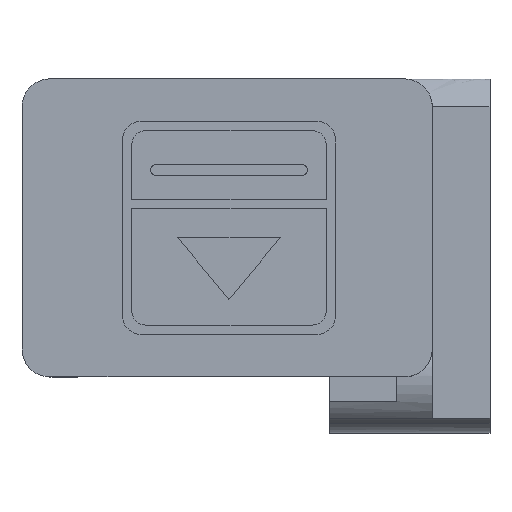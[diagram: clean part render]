
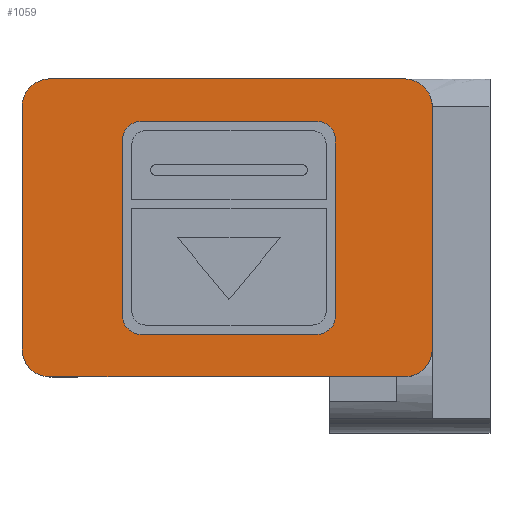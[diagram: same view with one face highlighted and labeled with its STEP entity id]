
A CAD part, top view. The second image highlights one B-rep face of the part: STEP entity #1059.
In plain terms, the highlighted planar face has unit normal (0, 0, 1).
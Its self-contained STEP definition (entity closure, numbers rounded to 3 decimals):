
#15=FACE_BOUND('',#108,.T.);
#48=FACE_OUTER_BOUND('',#107,.T.);
#107=EDGE_LOOP('',(#752,#753,#754,#755,#756,#757,#758,#759));
#108=EDGE_LOOP('',(#760,#761,#762,#763,#764,#765,#766,#767));
#165=CIRCLE('',#1128,1.5);
#169=CIRCLE('',#1137,1.5);
#170=CIRCLE('',#1139,1.5);
#171=CIRCLE('',#1140,1.5);
#172=CIRCLE('',#1141,1.);
#173=CIRCLE('',#1142,1.);
#174=CIRCLE('',#1143,1.);
#175=CIRCLE('',#1144,1.);
#220=LINE('',#1685,#335);
#225=LINE('',#1700,#340);
#226=LINE('',#1704,#341);
#227=LINE('',#1707,#342);
#228=LINE('',#1710,#343);
#229=LINE('',#1714,#344);
#230=LINE('',#1718,#345);
#231=LINE('',#1722,#346);
#335=VECTOR('',#1262,10.);
#340=VECTOR('',#1277,10.);
#341=VECTOR('',#1280,10.);
#342=VECTOR('',#1283,10.);
#343=VECTOR('',#1284,10.);
#344=VECTOR('',#1287,10.);
#345=VECTOR('',#1290,10.);
#346=VECTOR('',#1293,10.);
#446=VERTEX_POINT('',#1582);
#447=VERTEX_POINT('',#1584);
#463=VERTEX_POINT('',#1683);
#467=VERTEX_POINT('',#1695);
#468=VERTEX_POINT('',#1699);
#469=VERTEX_POINT('',#1701);
#470=VERTEX_POINT('',#1703);
#471=VERTEX_POINT('',#1705);
#472=VERTEX_POINT('',#1708);
#473=VERTEX_POINT('',#1709);
#474=VERTEX_POINT('',#1711);
#475=VERTEX_POINT('',#1713);
#476=VERTEX_POINT('',#1715);
#477=VERTEX_POINT('',#1717);
#478=VERTEX_POINT('',#1719);
#479=VERTEX_POINT('',#1721);
#551=EDGE_CURVE('',#446,#447,#165,.T.);
#574=EDGE_CURVE('',#446,#463,#220,.T.);
#580=EDGE_CURVE('',#467,#463,#169,.T.);
#581=EDGE_CURVE('',#467,#468,#225,.F.);
#582=EDGE_CURVE('',#469,#468,#170,.T.);
#583=EDGE_CURVE('',#469,#470,#226,.T.);
#584=EDGE_CURVE('',#471,#470,#171,.T.);
#585=EDGE_CURVE('',#471,#447,#227,.T.);
#586=EDGE_CURVE('',#472,#473,#228,.T.);
#587=EDGE_CURVE('',#473,#474,#172,.T.);
#588=EDGE_CURVE('',#474,#475,#229,.T.);
#589=EDGE_CURVE('',#475,#476,#173,.T.);
#590=EDGE_CURVE('',#476,#477,#230,.T.);
#591=EDGE_CURVE('',#477,#478,#174,.T.);
#592=EDGE_CURVE('',#478,#479,#231,.T.);
#593=EDGE_CURVE('',#479,#472,#175,.T.);
#752=ORIENTED_EDGE('',*,*,#580,.F.);
#753=ORIENTED_EDGE('',*,*,#581,.T.);
#754=ORIENTED_EDGE('',*,*,#582,.F.);
#755=ORIENTED_EDGE('',*,*,#583,.T.);
#756=ORIENTED_EDGE('',*,*,#584,.F.);
#757=ORIENTED_EDGE('',*,*,#585,.T.);
#758=ORIENTED_EDGE('',*,*,#551,.F.);
#759=ORIENTED_EDGE('',*,*,#574,.T.);
#760=ORIENTED_EDGE('',*,*,#586,.T.);
#761=ORIENTED_EDGE('',*,*,#587,.T.);
#762=ORIENTED_EDGE('',*,*,#588,.T.);
#763=ORIENTED_EDGE('',*,*,#589,.T.);
#764=ORIENTED_EDGE('',*,*,#590,.T.);
#765=ORIENTED_EDGE('',*,*,#591,.T.);
#766=ORIENTED_EDGE('',*,*,#592,.T.);
#767=ORIENTED_EDGE('',*,*,#593,.T.);
#1014=PLANE('',#1138);
#1059=ADVANCED_FACE('',(#48,#15),#1014,.T.);
#1128=AXIS2_PLACEMENT_3D('',#1585,#1232,#1233);
#1137=AXIS2_PLACEMENT_3D('',#1697,#1273,#1274);
#1138=AXIS2_PLACEMENT_3D('',#1698,#1275,#1276);
#1139=AXIS2_PLACEMENT_3D('',#1702,#1278,#1279);
#1140=AXIS2_PLACEMENT_3D('',#1706,#1281,#1282);
#1141=AXIS2_PLACEMENT_3D('',#1712,#1285,#1286);
#1142=AXIS2_PLACEMENT_3D('',#1716,#1288,#1289);
#1143=AXIS2_PLACEMENT_3D('',#1720,#1291,#1292);
#1144=AXIS2_PLACEMENT_3D('',#1723,#1294,#1295);
#1232=DIRECTION('center_axis',(0.,0.,-1.));
#1233=DIRECTION('ref_axis',(0.707,0.707,0.));
#1262=DIRECTION('',(-1.,0.,0.));
#1273=DIRECTION('center_axis',(0.,0.,-1.));
#1274=DIRECTION('ref_axis',(-0.707,0.707,0.));
#1275=DIRECTION('center_axis',(0.,0.,1.));
#1276=DIRECTION('ref_axis',(1.,0.,0.));
#1277=DIRECTION('',(0.,1.,0.));
#1278=DIRECTION('center_axis',(0.,0.,-1.));
#1279=DIRECTION('ref_axis',(-0.707,-0.707,0.));
#1280=DIRECTION('',(1.,0.,0.));
#1281=DIRECTION('center_axis',(0.,0.,-1.));
#1282=DIRECTION('ref_axis',(0.707,-0.707,0.));
#1283=DIRECTION('',(0.,1.,0.));
#1284=DIRECTION('',(0.,-1.,0.));
#1285=DIRECTION('center_axis',(0.,0.,-1.));
#1286=DIRECTION('ref_axis',(0.,-1.,0.));
#1287=DIRECTION('',(-1.,0.,0.));
#1288=DIRECTION('center_axis',(0.,0.,-1.));
#1289=DIRECTION('ref_axis',(-1.,0.,0.));
#1290=DIRECTION('',(0.,1.,0.));
#1291=DIRECTION('center_axis',(0.,0.,-1.));
#1292=DIRECTION('ref_axis',(0.,1.,0.));
#1293=DIRECTION('',(1.,0.,0.));
#1294=DIRECTION('center_axis',(0.,0.,-1.));
#1295=DIRECTION('ref_axis',(1.,0.,0.));
#1582=CARTESIAN_POINT('',(-142.,8.,-8.8));
#1584=CARTESIAN_POINT('',(-140.5,6.5,-8.8));
#1585=CARTESIAN_POINT('Origin',(-142.,6.5,-8.8));
#1683=CARTESIAN_POINT('',(-161.03,8.,-8.8));
#1685=CARTESIAN_POINT('',(-162.33,8.,-8.8));
#1695=CARTESIAN_POINT('',(-162.53,6.5,-8.8));
#1697=CARTESIAN_POINT('Origin',(-161.03,6.5,-8.8));
#1698=CARTESIAN_POINT('Origin',(-151.415,0.,
-8.8));
#1699=CARTESIAN_POINT('',(-162.53,-6.5,-8.8));
#1700=CARTESIAN_POINT('',(-162.53,4.,-8.8));
#1701=CARTESIAN_POINT('',(-161.03,-8.,-8.8));
#1702=CARTESIAN_POINT('Origin',(-161.03,-6.5,-8.8));
#1703=CARTESIAN_POINT('',(-142.,-8.,-8.8));
#1704=CARTESIAN_POINT('',(-140.5,-8.,-8.8));
#1705=CARTESIAN_POINT('',(-140.5,-6.5,-8.8));
#1706=CARTESIAN_POINT('Origin',(-142.,-6.5,-8.8));
#1707=CARTESIAN_POINT('',(-140.5,8.,-8.8));
#1708=CARTESIAN_POINT('',(-145.696,4.719,-8.8));
#1709=CARTESIAN_POINT('',(-145.696,-4.719,-8.8));
#1710=CARTESIAN_POINT('',(-145.696,2.359,-8.8));
#1711=CARTESIAN_POINT('',(-146.696,-5.719,-8.8));
#1712=CARTESIAN_POINT('Origin',(-146.696,-4.719,-8.8));
#1713=CARTESIAN_POINT('',(-156.134,-5.719,-8.8));
#1714=CARTESIAN_POINT('',(-149.056,-5.719,-8.8));
#1715=CARTESIAN_POINT('',(-157.134,-4.719,-8.8));
#1716=CARTESIAN_POINT('Origin',(-156.134,-4.719,-8.8));
#1717=CARTESIAN_POINT('',(-157.134,4.719,-8.8));
#1718=CARTESIAN_POINT('',(-157.134,-2.359,-8.8));
#1719=CARTESIAN_POINT('',(-156.134,5.719,-8.8));
#1720=CARTESIAN_POINT('Origin',(-156.134,4.719,-8.8));
#1721=CARTESIAN_POINT('',(-146.696,5.719,-8.8));
#1722=CARTESIAN_POINT('',(-153.774,5.719,-8.8));
#1723=CARTESIAN_POINT('Origin',(-146.696,4.719,-8.8));
